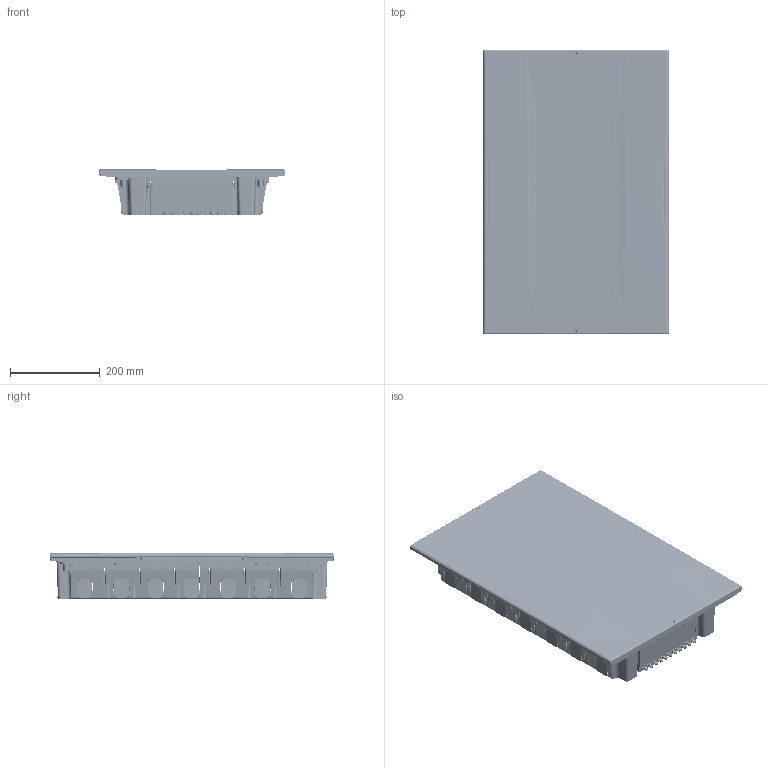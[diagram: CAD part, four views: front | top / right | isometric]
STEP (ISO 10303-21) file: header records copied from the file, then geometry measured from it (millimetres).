
FILE_DESCRIPTION (( 'STEP AP203' ), '1' );
FILE_NAME ('KR5-KP23-V-36-41 KREPTA 5 Êîðïóñ ïë ìóëüòèìåä âñòð 630õ410ìì IEK.STEP', '2023-06-30T09:29:52', ( '' ), ( '' ), 'SwSTEP 2.0', 'SolidWorks 2022', '' );
FILE_SCHEMA (( 'CONFIG_CONTROL_DESIGN' ));
Products named in the file (1): KR5-KP23-V-36-41 KREPTA 5 Корпус пл мультимед встр 630х410мм IEK
Bounding box: 414.77 x 633.53 x 104.23 mm (x, y, z)
Volume: 2002889.4 mm3; surface area: 1815458.6 mm2
Topology: 9 solids, 9 shells, 8583 faces, 23109 edges, 14312 vertices
Faces by surface type: plane 5170, cylinder 1255, bspline 1102, cone 724, torus 264, sphere 68
Entity records: 321710 total; most frequent: CARTESIAN_POINT 122928, ORIENTED_EDGE 46130, DIRECTION 35426, EDGE_CURVE 23065, VERTEX_POINT 14312, LINE 14054, VECTOR 14054, AXIS2_PLACEMENT_3D 10686
